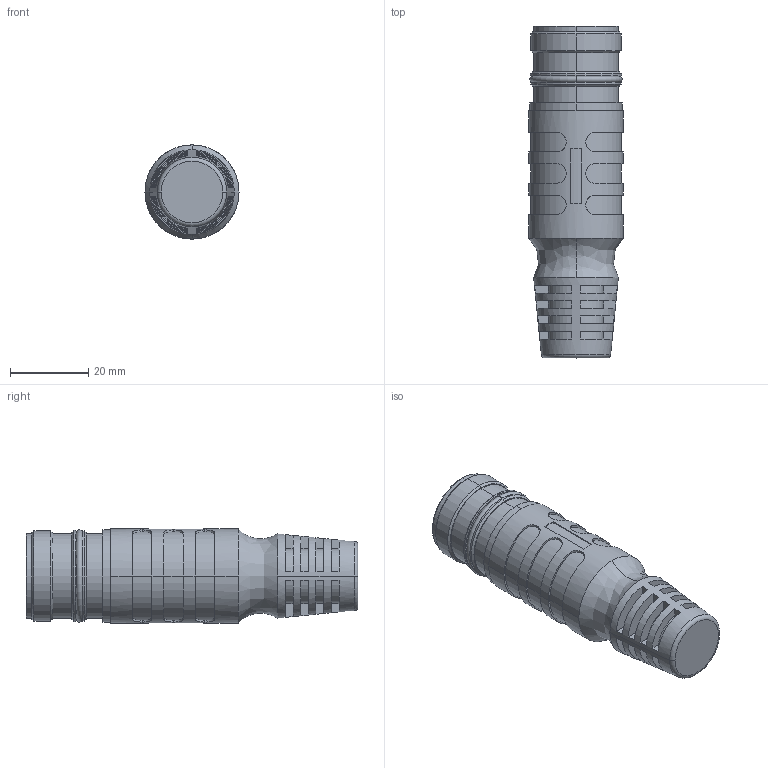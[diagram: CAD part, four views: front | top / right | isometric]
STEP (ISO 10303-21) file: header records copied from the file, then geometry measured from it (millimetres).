
FILE_DESCRIPTION (( 'STEP AP203' ), '1' );
FILE_NAME ('GWZ12-12 M P10.STEP', '2019-05-21T02:10:02', ( 'Windows' ), ( 'Microsoft' ), 'SwSTEP 2.0', 'SolidWorks 2012', '' );
FILE_SCHEMA (( 'CONFIG_CONTROL_DESIGN' ));
Length unit declared in the file: millimetre
Products named in the file (1): GWZ12-12 M P10
Bounding box: 24 x 84.6 x 24 mm (x, y, z)
Volume: 28441.6 mm3; surface area: 9634.9 mm2
Topology: 2 solids, 4 shells, 515 faces, 1244 edges, 808 vertices
Faces by surface type: plane 224, cylinder 136, bspline 83, torus 36, cone 36
Entity records: 20322 total; most frequent: CARTESIAN_POINT 8536, ORIENTED_EDGE 2488, DIRECTION 2279, EDGE_CURVE 1244, AXIS2_PLACEMENT_3D 847, VERTEX_POINT 808, EDGE_LOOP 592, VECTOR 585
